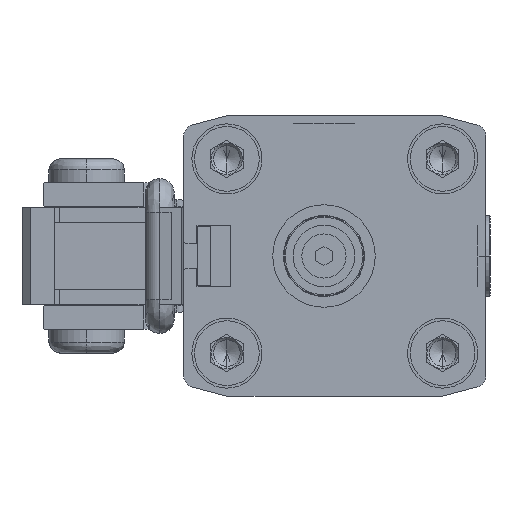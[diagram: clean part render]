
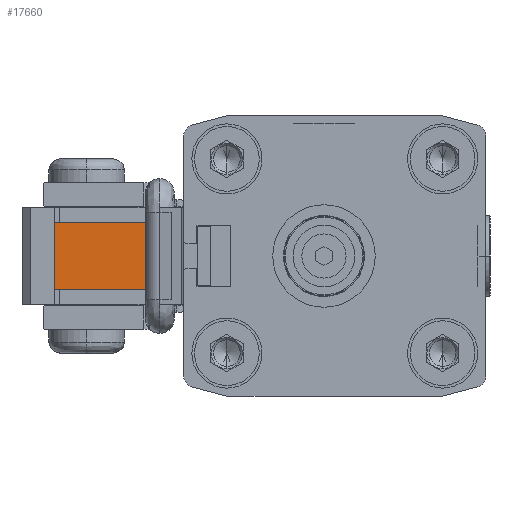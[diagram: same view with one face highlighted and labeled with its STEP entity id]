
A CAD part, left-side view. The second image highlights one B-rep face of the part: STEP entity #17660.
In plain terms, the highlighted planar face has unit normal (-1, 0.018, 0).
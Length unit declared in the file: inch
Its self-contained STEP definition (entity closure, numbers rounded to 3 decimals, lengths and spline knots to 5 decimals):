
#637 = CARTESIAN_POINT ( 'NONE',  ( -2.93937, 1.87008, 0.24803 ) ) ;
#1213 = FACE_OUTER_BOUND ( 'NONE', #2231, .T. ) ;
#2231 = EDGE_LOOP ( 'NONE', ( #7054, #14217, #7091, #3760 ) ) ;
#2586 = CARTESIAN_POINT ( 'NONE',  ( -2.95277, 1.10244, 0.24803 ) ) ;
#3149 = CARTESIAN_POINT ( 'NONE',  ( -2.93937, 1.87008, 0.35433 ) ) ;
#3760 = ORIENTED_EDGE ( 'NONE', *, *, #14063, .F. ) ;
#3831 = LINE ( 'NONE', #13652, #14915 ) ;
#4417 = VERTEX_POINT ( 'NONE', #10417 ) ;
#5826 = LINE ( 'NONE', #19252, #6434 ) ;
#6434 = VECTOR ( 'NONE', #23078, 39.37008 ) ;
#7054 = ORIENTED_EDGE ( 'NONE', *, *, #11811, .T. ) ;
#7091 = ORIENTED_EDGE ( 'NONE', *, *, #11895, .F. ) ;
#7140 = VECTOR ( 'NONE', #15888, 39.37008 ) ;
#8100 = CARTESIAN_POINT ( 'NONE',  ( -2.93937, 1.87008, 0.35433 ) ) ;
#9083 = VERTEX_POINT ( 'NONE', #21183 ) ;
#10417 = CARTESIAN_POINT ( 'NONE',  ( -2.95277, 1.10244, -0.24803 ) ) ;
#11811 = EDGE_CURVE ( 'NONE', #9083, #4417, #18992, .T. ) ;
#11895 = EDGE_CURVE ( 'NONE', #22588, #24919, #5826, .T. ) ;
#13245 = EDGE_CURVE ( 'NONE', #4417, #24919, #3831, .T. ) ;
#13652 = CARTESIAN_POINT ( 'NONE',  ( -2.95277, 1.10244, 0.35433 ) ) ;
#14063 = EDGE_CURVE ( 'NONE', #9083, #22588, #19479, .T. ) ;
#14217 = ORIENTED_EDGE ( 'NONE', *, *, #13245, .T. ) ;
#14915 = VECTOR ( 'NONE', #15055, 39.37008 ) ;
#15055 = DIRECTION ( 'NONE',  ( 0., 0., 1. ) ) ;
#15144 = CARTESIAN_POINT ( 'NONE',  ( -2.93937, 1.87008, -0.24803 ) ) ;
#15888 = DIRECTION ( 'NONE',  ( 0., 0., 1. ) ) ;
#16571 = DIRECTION ( 'NONE',  ( -0.017, -1., 0. ) ) ;
#17660 = ADVANCED_FACE ( 'NONE', ( #1213 ), #24488, .F. ) ;
#17887 = AXIS2_PLACEMENT_3D ( 'NONE', #3149, #18731, #18855 ) ;
#18731 = DIRECTION ( 'NONE',  ( 1., -0.017, 0. ) ) ;
#18855 = DIRECTION ( 'NONE',  ( 0.017, 1., 0. ) ) ;
#18992 = LINE ( 'NONE', #15144, #20711 ) ;
#19252 = CARTESIAN_POINT ( 'NONE',  ( -2.93937, 1.87008, 0.24803 ) ) ;
#19479 = LINE ( 'NONE', #8100, #7140 ) ;
#20711 = VECTOR ( 'NONE', #16571, 39.37008 ) ;
#21183 = CARTESIAN_POINT ( 'NONE',  ( -2.93937, 1.87008, -0.24803 ) ) ;
#22588 = VERTEX_POINT ( 'NONE', #637 ) ;
#23078 = DIRECTION ( 'NONE',  ( -0.017, -1., 0. ) ) ;
#24488 = PLANE ( 'NONE',  #17887 ) ;
#24919 = VERTEX_POINT ( 'NONE', #2586 ) ;
